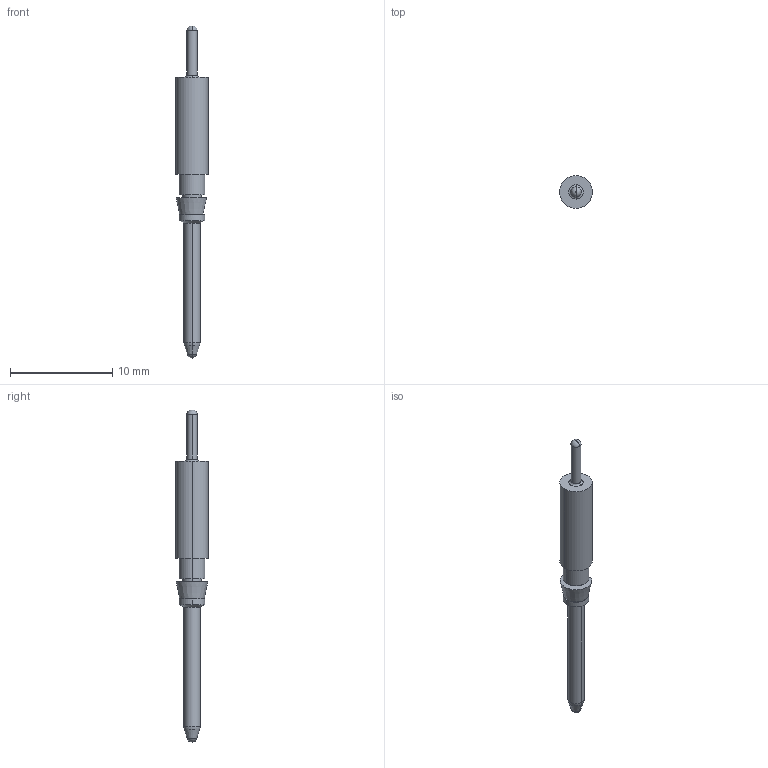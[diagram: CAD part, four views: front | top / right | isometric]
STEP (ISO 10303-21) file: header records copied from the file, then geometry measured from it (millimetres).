
FILE_DESCRIPTION(('Creo Elements/Direct Modeling STEP Export'),'2;1');
FILE_NAME('0lndrr0552ktrab4508','2020-10-05T 9:55:26',(''),(''),'Creo Elements/Direct Modeling STEP processor for AP214 (Solid Model)','Creo Elements/Direct Modeling 20.1B 02-Apr-2019 (C) Parametric Technology GmbH','');
FILE_SCHEMA(('AUTOMOTIVE_DESIGN { 1 0 10303 214 1 1 1 1 }'));
Length unit declared in the file: millimetre
Products named in the file (2): CDMA_6A32
Assembly tree (1 placements, depth 2):
  CDMA_6A32
    CDMA_6A32
Bounding box: 3.2 x 3.2 x 32.5 mm (x, y, z)
Volume: 128.7 mm3; surface area: 235.6 mm2
Topology: 1 solids, 1 shells, 33 faces, 80 edges, 51 vertices
Faces by surface type: cylinder 12, plane 8, torus 6, cone 5, sphere 2
Entity records: 909 total; most frequent: CARTESIAN_POINT 160, ORIENTED_EDGE 156, DIRECTION 144, EDGE_CURVE 78, AXIS2_PLACEMENT_3D 61, VERTEX_POINT 51, EDGE_LOOP 37, FACE_OUTER_BOUND 33
